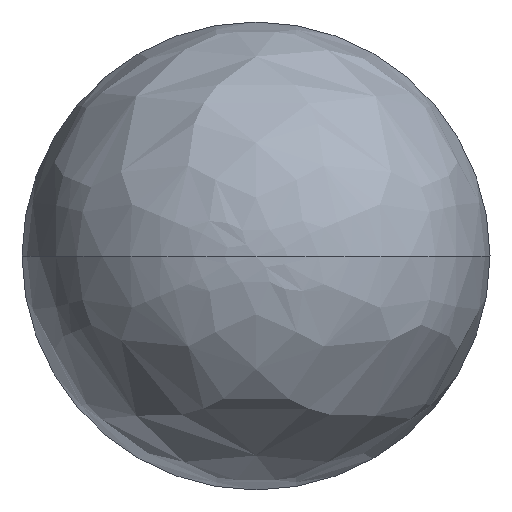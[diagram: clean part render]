
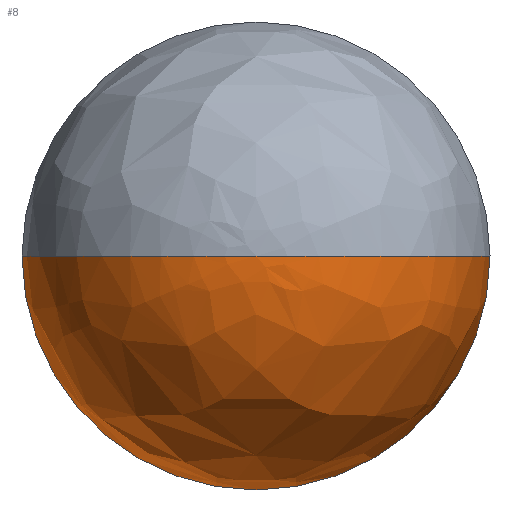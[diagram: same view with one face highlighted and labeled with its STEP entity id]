
A CAD part, left-side view. The second image highlights one B-rep face of the part: STEP entity #8.
In plain terms, the highlighted free-form (B-spline) face has degree [3, 3] with [4, 4] control points.
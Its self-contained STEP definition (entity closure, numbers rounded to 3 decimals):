
#4 = CARTESIAN_POINT ( 'NONE',  ( 0., -40., -80. ) ) ;
#7 = CARTESIAN_POINT ( 'NONE',  ( -45.458, 0., 0. ) ) ;
#8 = ADVANCED_FACE ( 'NONE', ( #124 ), #205, .F. ) ;
#18 = CARTESIAN_POINT ( 'NONE',  ( 0., -40., 0. ) ) ;
#32 = CARTESIAN_POINT ( 'NONE',  ( -30.991, 40., 0. ) ) ;
#38 = CARTESIAN_POINT ( 'NONE',  ( -45.458, 20.184, 0. ) ) ;
#44 = CARTESIAN_POINT ( 'NONE',  ( 0., 40., 0. ) ) ;
#84 = CARTESIAN_POINT ( 'NONE',  ( -45.458, -20.184, 0. ) ) ;
#88 = ORIENTED_EDGE ( 'NONE', *, *, #190, .T. ) ;
#109 = AXIS2_PLACEMENT_3D ( 'NONE', #121, #150, #123 ) ;
#110 = CARTESIAN_POINT ( 'NONE',  ( -30.991, 40., -80. ) ) ;
#112 = CARTESIAN_POINT ( 'NONE',  ( 0., -40., 0. ) ) ;
#113 = CARTESIAN_POINT ( 'NONE',  ( 0., 40., -80. ) ) ;
#114 = EDGE_CURVE ( 'NONE', #260, #191, #250, .T. ) ;
#117 = CARTESIAN_POINT ( 'NONE',  ( 0., 40., 0. ) ) ;
#120 = ORIENTED_EDGE ( 'NONE', *, *, #288, .T. ) ;
#121 = CARTESIAN_POINT ( 'NONE',  ( 0., 0., 0. ) ) ;
#123 = DIRECTION ( 'NONE',  ( 0., 0., 1. ) ) ;
#124 = FACE_OUTER_BOUND ( 'NONE', #147, .T. ) ;
#133 = CARTESIAN_POINT ( 'NONE',  ( -45.458, 0., 0. ) ) ;
#147 = EDGE_LOOP ( 'NONE', ( #88, #120, #226 ) ) ;
#150 = DIRECTION ( 'NONE',  ( -1., 0., 0. ) ) ;
#161 = CARTESIAN_POINT ( 'NONE',  ( -30.991, -40., 0. ) ) ;
#167 = CIRCLE ( 'NONE', #109, 40. ) ;
#171 = CARTESIAN_POINT ( 'NONE',  ( -30.991, -40., 0. ) ) ;
#177 = B_SPLINE_CURVE_WITH_KNOTS ( 'NONE', 3,
 ( #192, #171, #297, #243 ),
 .UNSPECIFIED., .F., .F.,
 ( 4, 4 ),
 ( 0., 1. ),
 .UNSPECIFIED. ) ;
#190 = EDGE_CURVE ( 'NONE', #260, #208, #167, .T. ) ;
#191 = VERTEX_POINT ( 'NONE', #290 ) ;
#192 = CARTESIAN_POINT ( 'NONE',  ( 0., -40., 0. ) ) ;
#205 =( BOUNDED_SURFACE ( )  B_SPLINE_SURFACE ( 3, 3, ( 
 ( #257, #113, #4, #112 ),
 ( #32, #110, #237, #161 ),
 ( #210, #283, #235, #84 ),
 ( #133, #286, #7, #287 ) ),
 .UNSPECIFIED., .F., .F., .T. ) 
 B_SPLINE_SURFACE_WITH_KNOTS ( ( 4, 4 ),
 ( 4, 4 ),
 ( 0., 1. ),
 ( 0., 1. ),
 .UNSPECIFIED. ) 
 GEOMETRIC_REPRESENTATION_ITEM ( )  RATIONAL_B_SPLINE_SURFACE ( (
 ( 1., 0.333, 0.333, 1.),
 ( 1., 0.333, 0.333, 1.),
 ( 1., 0.333, 0.333, 1.),
 ( 1., 0.333, 0.333, 1.) ) ) 
 REPRESENTATION_ITEM ( '' )  SURFACE ( )  );
#208 = VERTEX_POINT ( 'NONE', #18 ) ;
#210 = CARTESIAN_POINT ( 'NONE',  ( -45.458, 20.184, 0. ) ) ;
#226 = ORIENTED_EDGE ( 'NONE', *, *, #114, .F. ) ;
#235 = CARTESIAN_POINT ( 'NONE',  ( -45.458, -20.184, -40.368 ) ) ;
#237 = CARTESIAN_POINT ( 'NONE',  ( -30.991, -40., -80. ) ) ;
#243 = CARTESIAN_POINT ( 'NONE',  ( -45.458, 0., 0. ) ) ;
#250 = B_SPLINE_CURVE_WITH_KNOTS ( 'NONE', 3,
 ( #117, #262, #38, #310 ),
 .UNSPECIFIED., .F., .F.,
 ( 4, 4 ),
 ( 0., 1. ),
 .UNSPECIFIED. ) ;
#257 = CARTESIAN_POINT ( 'NONE',  ( 0., 40., 0. ) ) ;
#260 = VERTEX_POINT ( 'NONE', #44 ) ;
#262 = CARTESIAN_POINT ( 'NONE',  ( -30.991, 40., 0. ) ) ;
#283 = CARTESIAN_POINT ( 'NONE',  ( -45.458, 20.184, -40.368 ) ) ;
#286 = CARTESIAN_POINT ( 'NONE',  ( -45.458, 0., 0. ) ) ;
#287 = CARTESIAN_POINT ( 'NONE',  ( -45.458, 0., 0. ) ) ;
#288 = EDGE_CURVE ( 'NONE', #208, #191, #177, .T. ) ;
#290 = CARTESIAN_POINT ( 'NONE',  ( -45.458, 0., 0. ) ) ;
#297 = CARTESIAN_POINT ( 'NONE',  ( -45.458, -20.184, 0. ) ) ;
#310 = CARTESIAN_POINT ( 'NONE',  ( -45.458, 0., 0. ) ) ;
